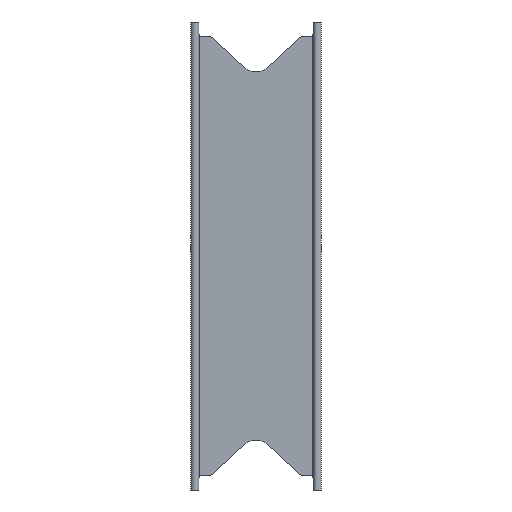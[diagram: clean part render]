
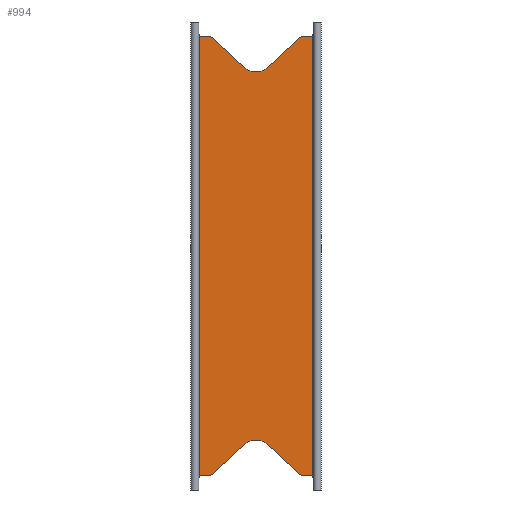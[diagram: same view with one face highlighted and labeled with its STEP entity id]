
A CAD part, left-side view. The second image highlights one B-rep face of the part: STEP entity #994.
In plain terms, the highlighted planar face has unit normal (-1, 0, 0).
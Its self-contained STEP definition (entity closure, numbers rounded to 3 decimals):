
#22=CIRCLE('',#1058,5.);
#24=CIRCLE('',#1062,1.);
#26=CIRCLE('',#1066,1.);
#28=CIRCLE('',#1069,1.);
#30=CIRCLE('',#1073,1.);
#34=CIRCLE('',#1080,1.);
#35=CIRCLE('',#1081,1.);
#36=CIRCLE('',#1082,5.);
#37=CIRCLE('',#1083,1.);
#38=CIRCLE('',#1084,1.);
#95=FACE_OUTER_BOUND('',#145,.T.);
#145=EDGE_LOOP('',(#668,#669,#670,#671,#672,#673,#674,#675,#676,#677,#678,
#679,#680,#681,#682,#683,#684,#685,#686,#687));
#184=LINE('',#1428,#280);
#189=LINE('',#1442,#285);
#193=LINE('',#1454,#289);
#199=LINE('',#1503,#295);
#206=LINE('',#1531,#302);
#208=LINE('',#1542,#304);
#209=LINE('',#1546,#305);
#210=LINE('',#1550,#306);
#211=LINE('',#1554,#307);
#212=LINE('',#1558,#308);
#280=VECTOR('',#1150,10.);
#285=VECTOR('',#1163,10.);
#289=VECTOR('',#1175,10.);
#295=VECTOR('',#1195,10.);
#302=VECTOR('',#1216,10.);
#304=VECTOR('',#1220,10.);
#305=VECTOR('',#1223,10.);
#306=VECTOR('',#1226,10.);
#307=VECTOR('',#1229,10.);
#308=VECTOR('',#1232,10.);
#376=VERTEX_POINT('',#1426);
#377=VERTEX_POINT('',#1427);
#380=VERTEX_POINT('',#1435);
#382=VERTEX_POINT('',#1441);
#384=VERTEX_POINT('',#1447);
#386=VERTEX_POINT('',#1453);
#388=VERTEX_POINT('',#1459);
#392=VERTEX_POINT('',#1479);
#393=VERTEX_POINT('',#1480);
#398=VERTEX_POINT('',#1502);
#406=VERTEX_POINT('',#1530);
#408=VERTEX_POINT('',#1541);
#409=VERTEX_POINT('',#1543);
#410=VERTEX_POINT('',#1545);
#411=VERTEX_POINT('',#1547);
#412=VERTEX_POINT('',#1549);
#413=VERTEX_POINT('',#1551);
#414=VERTEX_POINT('',#1553);
#415=VERTEX_POINT('',#1555);
#416=VERTEX_POINT('',#1557);
#472=EDGE_CURVE('',#376,#377,#184,.T.);
#476=EDGE_CURVE('',#380,#376,#22,.T.);
#479=EDGE_CURVE('',#382,#380,#189,.T.);
#482=EDGE_CURVE('',#384,#382,#24,.T.);
#485=EDGE_CURVE('',#386,#384,#193,.T.);
#488=EDGE_CURVE('',#388,#386,#26,.T.);
#493=EDGE_CURVE('',#392,#393,#28,.T.);
#499=EDGE_CURVE('',#398,#392,#199,.T.);
#502=EDGE_CURVE('',#377,#398,#30,.T.);
#511=EDGE_CURVE('',#388,#406,#206,.T.);
#514=EDGE_CURVE('',#393,#408,#208,.T.);
#515=EDGE_CURVE('',#408,#409,#34,.T.);
#516=EDGE_CURVE('',#409,#410,#209,.T.);
#517=EDGE_CURVE('',#410,#411,#35,.T.);
#518=EDGE_CURVE('',#411,#412,#210,.T.);
#519=EDGE_CURVE('',#412,#413,#36,.T.);
#520=EDGE_CURVE('',#413,#414,#211,.T.);
#521=EDGE_CURVE('',#414,#415,#37,.T.);
#522=EDGE_CURVE('',#415,#416,#212,.T.);
#523=EDGE_CURVE('',#416,#406,#38,.T.);
#668=ORIENTED_EDGE('',*,*,#488,.T.);
#669=ORIENTED_EDGE('',*,*,#485,.T.);
#670=ORIENTED_EDGE('',*,*,#482,.T.);
#671=ORIENTED_EDGE('',*,*,#479,.T.);
#672=ORIENTED_EDGE('',*,*,#476,.T.);
#673=ORIENTED_EDGE('',*,*,#472,.T.);
#674=ORIENTED_EDGE('',*,*,#502,.T.);
#675=ORIENTED_EDGE('',*,*,#499,.T.);
#676=ORIENTED_EDGE('',*,*,#493,.T.);
#677=ORIENTED_EDGE('',*,*,#514,.T.);
#678=ORIENTED_EDGE('',*,*,#515,.T.);
#679=ORIENTED_EDGE('',*,*,#516,.T.);
#680=ORIENTED_EDGE('',*,*,#517,.T.);
#681=ORIENTED_EDGE('',*,*,#518,.T.);
#682=ORIENTED_EDGE('',*,*,#519,.T.);
#683=ORIENTED_EDGE('',*,*,#520,.T.);
#684=ORIENTED_EDGE('',*,*,#521,.T.);
#685=ORIENTED_EDGE('',*,*,#522,.T.);
#686=ORIENTED_EDGE('',*,*,#523,.T.);
#687=ORIENTED_EDGE('',*,*,#511,.F.);
#908=PLANE('',#1079);
#994=ADVANCED_FACE('',(#95),#908,.T.);
#1058=AXIS2_PLACEMENT_3D('',#1436,#1156,#1157);
#1062=AXIS2_PLACEMENT_3D('',#1448,#1168,#1169);
#1066=AXIS2_PLACEMENT_3D('',#1460,#1180,#1181);
#1069=AXIS2_PLACEMENT_3D('',#1481,#1187,#1188);
#1073=AXIS2_PLACEMENT_3D('',#1508,#1200,#1201);
#1079=AXIS2_PLACEMENT_3D('',#1540,#1218,#1219);
#1080=AXIS2_PLACEMENT_3D('',#1544,#1221,#1222);
#1081=AXIS2_PLACEMENT_3D('',#1548,#1224,#1225);
#1082=AXIS2_PLACEMENT_3D('',#1552,#1227,#1228);
#1083=AXIS2_PLACEMENT_3D('',#1556,#1230,#1231);
#1084=AXIS2_PLACEMENT_3D('',#1559,#1233,#1234);
#1150=DIRECTION('',(0.,-0.731,-0.682));
#1156=DIRECTION('center_axis',(1.,0.,0.));
#1157=DIRECTION('ref_axis',(0.,0.682,-0.731));
#1163=DIRECTION('',(0.,-0.731,0.682));
#1168=DIRECTION('center_axis',(-1.,0.,0.));
#1169=DIRECTION('ref_axis',(0.,0.,-1.));
#1175=DIRECTION('',(0.,-1.,0.));
#1180=DIRECTION('center_axis',(1.,0.,0.));
#1181=DIRECTION('ref_axis',(0.,0.,-1.));
#1187=DIRECTION('center_axis',(1.,0.,0.));
#1188=DIRECTION('ref_axis',(0.,1.,0.));
#1195=DIRECTION('',(0.,-1.,0.));
#1200=DIRECTION('center_axis',(-1.,0.,0.));
#1201=DIRECTION('ref_axis',(0.,0.682,-0.731));
#1216=DIRECTION('',(0.,0.,1.));
#1218=DIRECTION('center_axis',(-1.,0.,0.));
#1219=DIRECTION('ref_axis',(0.,0.,1.));
#1220=DIRECTION('',(0.,0.,1.));
#1221=DIRECTION('center_axis',(1.,0.,0.));
#1222=DIRECTION('ref_axis',(0.,1.,0.));
#1223=DIRECTION('',(0.,1.,0.));
#1224=DIRECTION('center_axis',(-1.,0.,0.));
#1225=DIRECTION('ref_axis',(0.,0.682,0.731));
#1226=DIRECTION('',(0.,0.731,-0.682));
#1227=DIRECTION('center_axis',(1.,0.,0.));
#1228=DIRECTION('ref_axis',(0.,0.682,0.731));
#1229=DIRECTION('',(0.,0.731,0.682));
#1230=DIRECTION('center_axis',(-1.,0.,0.));
#1231=DIRECTION('ref_axis',(0.,0.,1.));
#1232=DIRECTION('',(0.,1.,0.));
#1233=DIRECTION('center_axis',(1.,0.,0.));
#1234=DIRECTION('ref_axis',(0.,0.,1.));
#1426=CARTESIAN_POINT('',(-0.5,-3.41,-51.343));
#1427=CARTESIAN_POINT('',(-0.5,-11.869,-59.231));
#1428=CARTESIAN_POINT('',(-0.5,6.077,-42.496));
#1435=CARTESIAN_POINT('',(-0.5,3.41,-51.343));
#1436=CARTESIAN_POINT('Origin',(-0.5,0.,-55.));
#1441=CARTESIAN_POINT('',(-0.5,11.869,-59.231));
#1442=CARTESIAN_POINT('',(-0.5,-10.307,-38.552));
#1447=CARTESIAN_POINT('',(-0.5,12.551,-59.5));
#1448=CARTESIAN_POINT('Origin',(-0.5,12.551,-58.5));
#1453=CARTESIAN_POINT('',(-0.5,14.5,-59.5));
#1454=CARTESIAN_POINT('',(-0.5,6.275,-59.5));
#1459=CARTESIAN_POINT('',(-0.5,15.3,-59.9));
#1460=CARTESIAN_POINT('Origin',(-0.5,14.5,-60.5));
#1479=CARTESIAN_POINT('',(-0.5,-14.5,-59.5));
#1480=CARTESIAN_POINT('',(-0.5,-15.3,-59.9));
#1481=CARTESIAN_POINT('Origin',(-0.5,-14.5,-60.5));
#1502=CARTESIAN_POINT('',(-0.5,-12.551,-59.5));
#1503=CARTESIAN_POINT('',(-0.5,-7.25,-59.5));
#1508=CARTESIAN_POINT('Origin',(-0.5,-12.551,-58.5));
#1530=CARTESIAN_POINT('',(-0.5,15.3,59.9));
#1531=CARTESIAN_POINT('',(-0.5,15.3,0.));
#1540=CARTESIAN_POINT('Origin',(-0.5,0.,0.));
#1541=CARTESIAN_POINT('',(-0.5,-15.3,59.9));
#1542=CARTESIAN_POINT('',(-0.5,-15.3,0.));
#1543=CARTESIAN_POINT('',(-0.5,-14.5,59.5));
#1544=CARTESIAN_POINT('Origin',(-0.5,-14.5,60.5));
#1545=CARTESIAN_POINT('',(-0.5,-12.551,59.5));
#1546=CARTESIAN_POINT('',(-0.5,-7.25,59.5));
#1547=CARTESIAN_POINT('',(-0.5,-11.869,59.231));
#1548=CARTESIAN_POINT('Origin',(-0.5,-12.551,58.5));
#1549=CARTESIAN_POINT('',(-0.5,-3.41,51.343));
#1550=CARTESIAN_POINT('',(-0.5,6.077,42.496));
#1551=CARTESIAN_POINT('',(-0.5,3.41,51.343));
#1552=CARTESIAN_POINT('Origin',(-0.5,0.,55.));
#1553=CARTESIAN_POINT('',(-0.5,11.869,59.231));
#1554=CARTESIAN_POINT('',(-0.5,-10.307,38.552));
#1555=CARTESIAN_POINT('',(-0.5,12.551,59.5));
#1556=CARTESIAN_POINT('Origin',(-0.5,12.551,58.5));
#1557=CARTESIAN_POINT('',(-0.5,14.5,59.5));
#1558=CARTESIAN_POINT('',(-0.5,6.275,59.5));
#1559=CARTESIAN_POINT('Origin',(-0.5,14.5,60.5));
